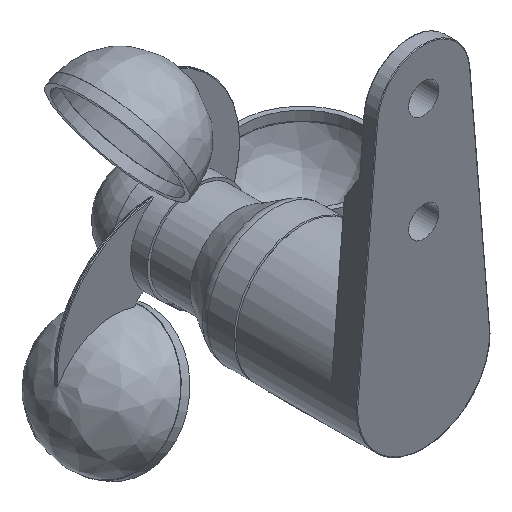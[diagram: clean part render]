
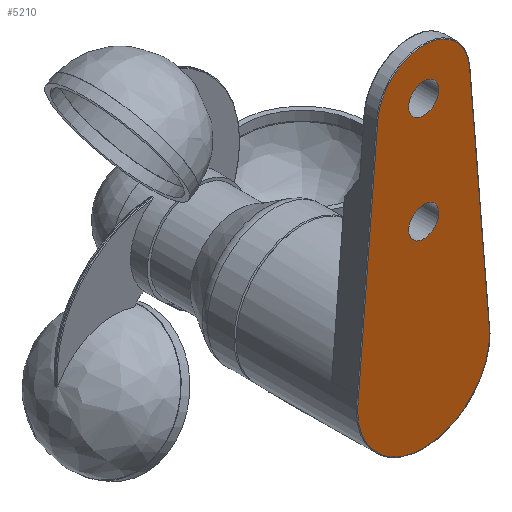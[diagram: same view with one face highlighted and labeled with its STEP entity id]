
A CAD part, isometric view. The second image highlights one B-rep face of the part: STEP entity #5210.
In plain terms, the highlighted planar face has unit normal (0, -1, 0).
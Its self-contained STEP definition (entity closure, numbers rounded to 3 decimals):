
#128=FACE_BOUND('',#1475,.T.);
#129=FACE_BOUND('',#1476,.T.);
#364=PLANE('',#5532);
#500=LINE('',#7331,#804);
#501=LINE('',#7339,#805);
#804=VECTOR('',#6027,10.);
#805=VECTOR('',#6038,10.);
#1168=FACE_OUTER_BOUND('',#1474,.T.);
#1474=EDGE_LOOP('',(#3441,#3442,#3443,#3444));
#1475=EDGE_LOOP('',(#3445));
#1476=EDGE_LOOP('',(#3446));
#1907=CIRCLE('',#5511,19.8);
#1911=CIRCLE('',#5519,13.8);
#1921=CIRCLE('',#5533,4.5);
#1922=CIRCLE('',#5534,4.5);
#2106=VERTEX_POINT('',#7318);
#2107=VERTEX_POINT('',#7319);
#2111=VERTEX_POINT('',#7329);
#2113=VERTEX_POINT('',#7334);
#2136=VERTEX_POINT('',#7471);
#2137=VERTEX_POINT('',#7473);
#2627=EDGE_CURVE('',#2106,#2107,#1907,.T.);
#2633=EDGE_CURVE('',#2111,#2106,#500,.T.);
#2635=EDGE_CURVE('',#2113,#2111,#1911,.T.);
#2637=EDGE_CURVE('',#2107,#2113,#501,.T.);
#2663=EDGE_CURVE('',#2136,#2136,#1921,.T.);
#2664=EDGE_CURVE('',#2137,#2137,#1922,.T.);
#3441=ORIENTED_EDGE('',*,*,#2627,.F.);
#3442=ORIENTED_EDGE('',*,*,#2633,.F.);
#3443=ORIENTED_EDGE('',*,*,#2635,.F.);
#3444=ORIENTED_EDGE('',*,*,#2637,.F.);
#3445=ORIENTED_EDGE('',*,*,#2663,.T.);
#3446=ORIENTED_EDGE('',*,*,#2664,.T.);
#5210=ADVANCED_FACE('',(#1168,#128,#129),#364,.T.);
#5511=AXIS2_PLACEMENT_3D('',#7320,#6014,#6015);
#5519=AXIS2_PLACEMENT_3D('',#7336,#6032,#6033);
#5532=AXIS2_PLACEMENT_3D('',#7470,#6069,#6070);
#5533=AXIS2_PLACEMENT_3D('',#7472,#6071,#6072);
#5534=AXIS2_PLACEMENT_3D('',#7474,#6073,#6074);
#6014=DIRECTION('center_axis',(0.,1.,0.));
#6015=DIRECTION('ref_axis',(0.,0.,-1.));
#6027=DIRECTION('',(0.084,0.,-0.997));
#6032=DIRECTION('center_axis',(0.,1.,0.));
#6033=DIRECTION('ref_axis',(0.,0.,1.));
#6038=DIRECTION('',(0.084,0.,0.997));
#6069=DIRECTION('center_axis',(0.,-1.,0.));
#6070=DIRECTION('ref_axis',(0.,0.,-1.));
#6071=DIRECTION('center_axis',(0.,1.,0.));
#6072=DIRECTION('ref_axis',(-1.,0.,0.));
#6073=DIRECTION('center_axis',(0.,1.,0.));
#6074=DIRECTION('ref_axis',(-1.,0.,0.));
#7318=CARTESIAN_POINT('',(-1.542,-5.812,3.304));
#7319=CARTESIAN_POINT('',(-40.587,-5.812,3.304));
#7320=CARTESIAN_POINT('Origin',(-21.065,-5.812,0.));
#7329=CARTESIAN_POINT('',(-7.313,-5.812,72.153));
#7331=CARTESIAN_POINT('',(-4.358,-5.812,36.9));
#7334=CARTESIAN_POINT('',(-34.816,-5.812,72.153));
#7336=CARTESIAN_POINT('Origin',(-21.065,-5.812,71.));
#7339=CARTESIAN_POINT('',(-40.796,-5.812,0.816));
#7470=CARTESIAN_POINT('Origin',(-21.065,-5.812,0.));
#7471=CARTESIAN_POINT('',(-16.565,-5.812,39.));
#7472=CARTESIAN_POINT('Origin',(-21.065,-5.812,39.));
#7473=CARTESIAN_POINT('',(-16.565,-5.812,71.));
#7474=CARTESIAN_POINT('Origin',(-21.065,-5.812,71.));
